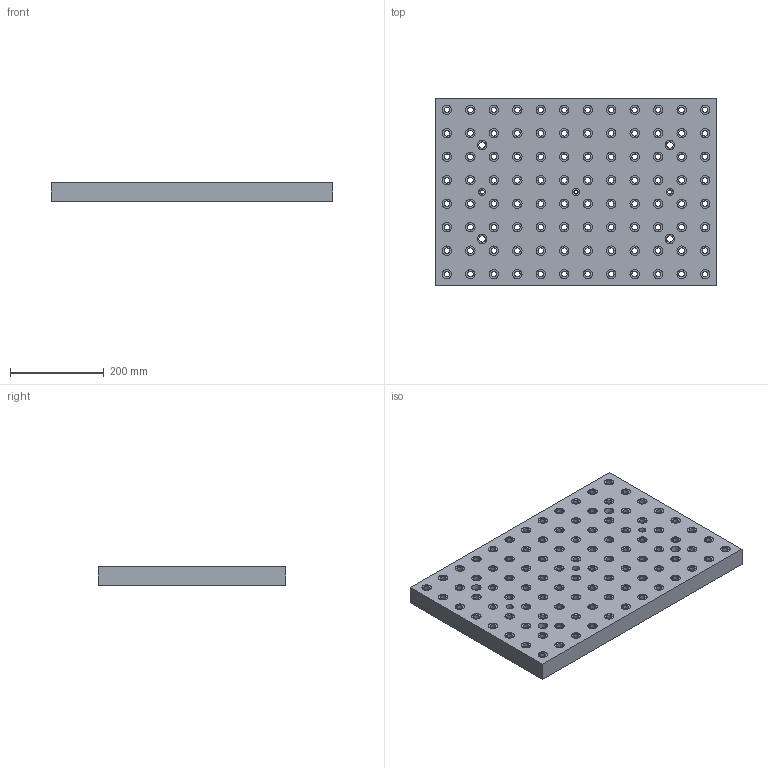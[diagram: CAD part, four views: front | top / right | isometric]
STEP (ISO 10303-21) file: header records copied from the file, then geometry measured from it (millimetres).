
FILE_DESCRIPTION(('STEP AP214'),'1');
FILE_NAME(' ',' ',('TraceParts'),('TraceParts S.A.'),'XStep 1.0',' ',' ');
FILE_SCHEMA(('automotive_design'));
Length unit declared in the file: millimetre
Products named in the file (1): 1
Bounding box: 600 x 400 x 40 mm (x, y, z)
Volume: 9089298.1 mm3; surface area: 697703.5 mm2
Topology: 1 solids, 1 shells, 530 faces, 1266 edges, 844 vertices
Faces by surface type: cylinder 418, plane 112
Entity records: 31072 total; most frequent: DIRECTION 3164, STYLED_ITEM 2641, PRESENTATION_STYLE_ASSIGNMENT 2641, CARTESIAN_POINT 2641, COLOUR_RGB 2641, ORIENTED_EDGE 2532, AXIS2_PLACEMENT_3D 1367, EDGE_CURVE 1266
